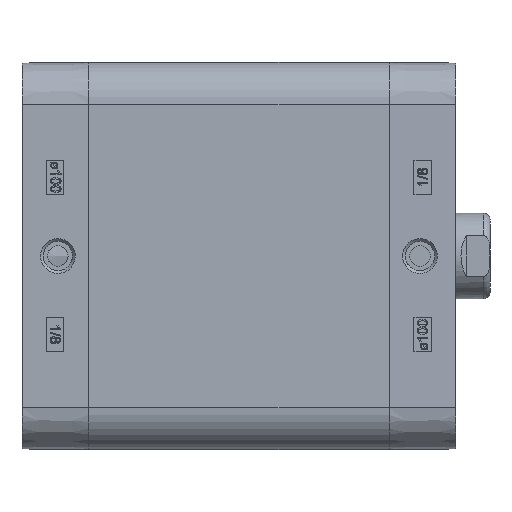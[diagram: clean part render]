
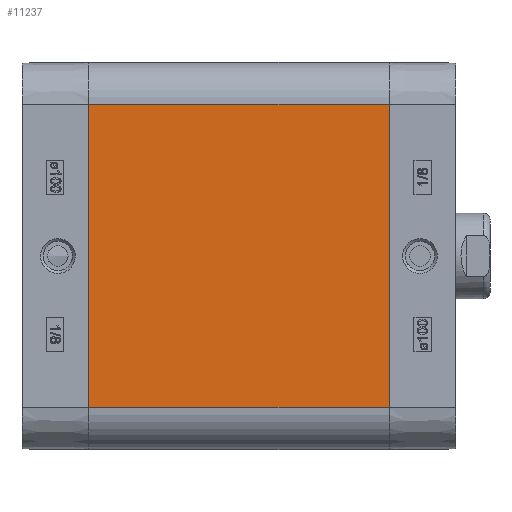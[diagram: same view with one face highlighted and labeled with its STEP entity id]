
A CAD part, left-side view. The second image highlights one B-rep face of the part: STEP entity #11237.
In plain terms, the highlighted planar face has unit normal (-1, 0, 0).
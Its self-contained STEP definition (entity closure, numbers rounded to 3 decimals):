
#5602=CARTESIAN_POINT('',(-56.65,-88.0,44.4));
#5603=VERTEX_POINT('',#5602);
#5610=CARTESIAN_POINT('',(-56.65,-88.0,-44.4));
#5611=VERTEX_POINT('',#5610);
#5612=CARTESIAN_POINT('',(-56.65,-88.0,-44.4));
#5613=DIRECTION('',(0.0,0.0,1.0));
#5614=VECTOR('',#5613,88.8);
#5615=LINE('',#5612,#5614);
#5616=EDGE_CURVE('',#5611,#5603,#5615,.T.);
#11195=CARTESIAN_POINT('',(-56.65,0.0,-44.4));
#11196=VERTEX_POINT('',#11195);
#11197=CARTESIAN_POINT('',(-56.65,0.0,-44.4));
#11198=DIRECTION('',(0.0,-1.0,0.0));
#11199=VECTOR('',#11198,88.0);
#11200=LINE('',#11197,#11199);
#11201=EDGE_CURVE('',#11196,#5611,#11200,.T.);
#11214=CARTESIAN_POINT('',(-56.65,0.0,-44.4));
#11215=DIRECTION('',(-1.0,0.0,0.0));
#11216=DIRECTION('',(0.0,0.0,1.0));
#11217=AXIS2_PLACEMENT_3D('',#11214,#11215,#11216);
#11218=PLANE('',#11217);
#11219=ORIENTED_EDGE('',*,*,#5616,.T.);
#11220=CARTESIAN_POINT('',(-56.65,0.0,44.4));
#11221=VERTEX_POINT('',#11220);
#11222=CARTESIAN_POINT('',(-56.65,0.0,44.4));
#11223=DIRECTION('',(0.0,-1.0,0.0));
#11224=VECTOR('',#11223,88.0);
#11225=LINE('',#11222,#11224);
#11226=EDGE_CURVE('',#11221,#5603,#11225,.T.);
#11227=ORIENTED_EDGE('',*,*,#11226,.F.);
#11228=CARTESIAN_POINT('',(-56.65,0.0,-44.4));
#11229=DIRECTION('',(0.0,0.0,1.0));
#11230=VECTOR('',#11229,88.8);
#11231=LINE('',#11228,#11230);
#11232=EDGE_CURVE('',#11196,#11221,#11231,.T.);
#11233=ORIENTED_EDGE('',*,*,#11232,.F.);
#11234=ORIENTED_EDGE('',*,*,#11201,.T.);
#11235=EDGE_LOOP('',(#11219,#11227,#11233,#11234));
#11236=FACE_OUTER_BOUND('',#11235,.T.);
#11237=ADVANCED_FACE('',(#11236),#11218,.T.);
